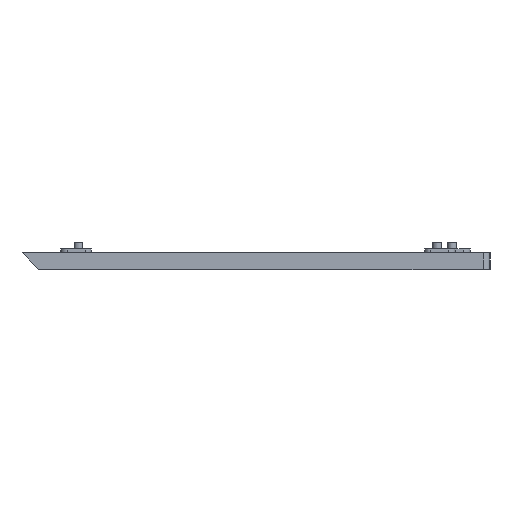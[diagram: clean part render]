
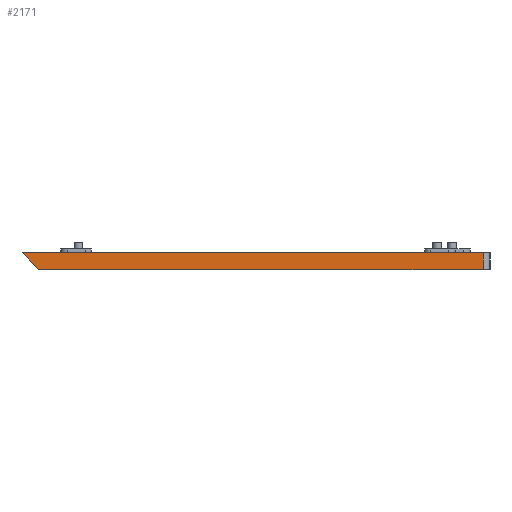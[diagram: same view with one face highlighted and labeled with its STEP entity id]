
A CAD part, left-side view. The second image highlights one B-rep face of the part: STEP entity #2171.
In plain terms, the highlighted planar face has unit normal (-1, 0, 0).
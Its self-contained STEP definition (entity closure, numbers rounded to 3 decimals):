
#41=PLANE('',#2317);
#111=FACE_OUTER_BOUND('',#244,.T.);
#244=EDGE_LOOP('',(#1489,#1490,#1491,#1492));
#401=LINE('',#3301,#597);
#411=LINE('',#3339,#607);
#413=LINE('',#3343,#609);
#414=LINE('',#3344,#610);
#597=VECTOR('',#2581,10.);
#607=VECTOR('',#2611,10.);
#609=VECTOR('',#2615,10.);
#610=VECTOR('',#2616,10.);
#922=VERTEX_POINT('',#3298);
#923=VERTEX_POINT('',#3300);
#941=VERTEX_POINT('',#3337);
#942=VERTEX_POINT('',#3342);
#1140=EDGE_CURVE('',#923,#922,#401,.T.);
#1159=EDGE_CURVE('',#941,#922,#411,.T.);
#1161=EDGE_CURVE('',#941,#942,#413,.T.);
#1162=EDGE_CURVE('',#942,#923,#414,.T.);
#1489=ORIENTED_EDGE('',*,*,#1159,.F.);
#1490=ORIENTED_EDGE('',*,*,#1161,.T.);
#1491=ORIENTED_EDGE('',*,*,#1162,.T.);
#1492=ORIENTED_EDGE('',*,*,#1140,.T.);
#2171=ADVANCED_FACE('',(#111),#41,.T.);
#2317=AXIS2_PLACEMENT_3D('',#3341,#2613,#2614);
#2581=DIRECTION('',(0.,-1.,0.));
#2611=DIRECTION('',(0.,0.,-1.));
#2613=DIRECTION('center_axis',(-1.,0.,0.));
#2614=DIRECTION('ref_axis',(0.,0.,1.));
#2615=DIRECTION('',(0.,1.,0.));
#2616=DIRECTION('',(0.,-0.699,-0.716));
#3298=CARTESIAN_POINT('',(-7.906,-16.542,-8.2));
#3300=CARTESIAN_POINT('',(-7.906,124.762,-8.2));
#3301=CARTESIAN_POINT('',(-7.906,11.452,-8.2));
#3337=CARTESIAN_POINT('',(-7.906,-16.542,-2.8));
#3339=CARTESIAN_POINT('',(-7.906,-16.542,-1.));
#3341=CARTESIAN_POINT('Origin',(-7.906,-32.742,-1.));
#3342=CARTESIAN_POINT('',(-7.906,130.033,-2.8));
#3343=CARTESIAN_POINT('',(-7.906,7.952,-2.8));
#3344=CARTESIAN_POINT('',(-7.906,86.67,-47.221));
